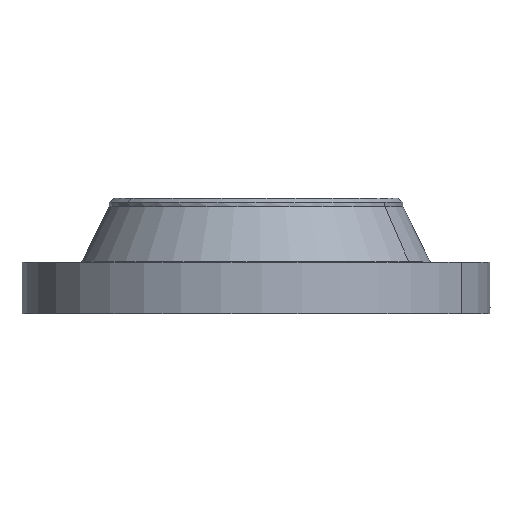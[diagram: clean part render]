
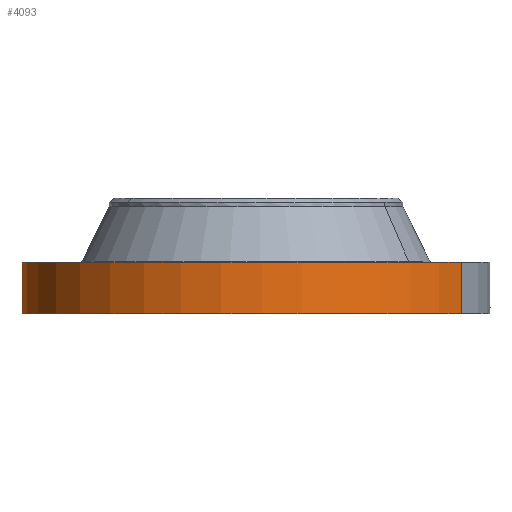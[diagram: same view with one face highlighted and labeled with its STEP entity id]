
A CAD part, left-side view. The second image highlights one B-rep face of the part: STEP entity #4093.
In plain terms, the highlighted cylindrical face has radius 323.85 mm (diameter 647.7 mm), a partial arc.
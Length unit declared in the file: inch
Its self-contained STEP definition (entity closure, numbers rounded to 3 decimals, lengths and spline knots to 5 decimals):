
#2927=AXIS2_PLACEMENT_3D('Circle Axis2P3D',#2925,#2926,$) ;
#3979=AXIS2_PLACEMENT_3D('Cylinder Axis2P3D',#3976,#3977,#3978) ;
#3983=AXIS2_PLACEMENT_3D('Circle Axis2P3D',#3981,#3982,$) ;
#2920=CARTESIAN_POINT('Vertex',(6.11268,11.18918,2.812)) ;
#2922=CARTESIAN_POINT('Vertex',(-6.11268,-11.18918,2.812)) ;
#2925=CARTESIAN_POINT('Axis2P3D Location',(0.,0.,2.812)) ;
#3976=CARTESIAN_POINT('Axis2P3D Location',(0.,0.,3.156)) ;
#3981=CARTESIAN_POINT('Axis2P3D Location',(0.,0.,0.)) ;
#3985=CARTESIAN_POINT('Vertex',(-6.11268,-11.18918,0.)) ;
#3987=CARTESIAN_POINT('Vertex',(6.11268,11.18918,0.)) ;
#3990=CARTESIAN_POINT('Line Origine',(-6.11268,-11.18918,1.406)) ;
#3995=CARTESIAN_POINT('Line Origine',(6.11268,11.18918,1.406)) ;
#4007=CARTESIAN_POINT('Control Point',(-0.00072,12.75,1.10412)) ;
#4008=CARTESIAN_POINT('Control Point',(-0.01921,12.75,1.10408)) ;
#4009=CARTESIAN_POINT('Control Point',(-0.03769,12.74996,1.10259)) ;
#4010=CARTESIAN_POINT('Control Point',(-0.05595,12.74988,1.09967)) ;
#4011=CARTESIAN_POINT('Vertex',(-0.00072,12.75,1.10412)) ;
#4013=CARTESIAN_POINT('Vertex',(-0.05594,12.74988,1.09967)) ;
#4017=CARTESIAN_POINT('Control Point',(-0.05594,12.74988,1.09967)) ;
#4018=CARTESIAN_POINT('Control Point',(-0.09613,12.7497,1.09515)) ;
#4019=CARTESIAN_POINT('Control Point',(-0.13566,12.74933,1.0833)) ;
#4020=CARTESIAN_POINT('Control Point',(-0.17204,12.74884,1.06495)) ;
#4021=CARTESIAN_POINT('Vertex',(-0.17204,12.74884,1.06495)) ;
#4025=CARTESIAN_POINT('Control Point',(-0.03081,12.74996,0.34117)) ;
#4026=CARTESIAN_POINT('Control Point',(-0.09995,12.7498,0.34994)) ;
#4027=CARTESIAN_POINT('Control Point',(-0.16676,12.74917,0.37415)) ;
#4028=CARTESIAN_POINT('Control Point',(-0.22639,12.74814,0.41297)) ;
#4029=CARTESIAN_POINT('Control Point',(-0.29876,12.74657,0.48701)) ;
#4030=CARTESIAN_POINT('Control Point',(-0.34348,12.74538,0.57722)) ;
#4031=CARTESIAN_POINT('Control Point',(-0.35493,12.74506,0.60793)) ;
#4032=CARTESIAN_POINT('Control Point',(-0.37343,12.74453,0.67925)) ;
#4033=CARTESIAN_POINT('Control Point',(-0.3751,12.74448,0.7526)) ;
#4034=CARTESIAN_POINT('Control Point',(-0.37073,12.74461,0.79323)) ;
#4035=CARTESIAN_POINT('Control Point',(-0.34832,12.74527,0.88561)) ;
#4036=CARTESIAN_POINT('Control Point',(-0.29901,12.74655,0.96696)) ;
#4037=CARTESIAN_POINT('Control Point',(-0.26264,12.7474,1.00787)) ;
#4038=CARTESIAN_POINT('Control Point',(-0.21955,12.7482,1.04098)) ;
#4039=CARTESIAN_POINT('Control Point',(-0.17204,12.74884,1.06495)) ;
#4040=CARTESIAN_POINT('Vertex',(-0.03081,12.74996,0.34117)) ;
#4044=CARTESIAN_POINT('Control Point',(-0.03081,12.74996,0.34117)) ;
#4045=CARTESIAN_POINT('Control Point',(-0.02054,12.74999,0.34087)) ;
#4046=CARTESIAN_POINT('Control Point',(-0.01025,12.75,0.34094)) ;
#4047=CARTESIAN_POINT('Control Point',(0.,12.75,0.34137)) ;
#4048=CARTESIAN_POINT('Vertex',(0.,12.75,0.34137)) ;
#4052=CARTESIAN_POINT('Control Point',(0.1928,12.74854,0.3971)) ;
#4053=CARTESIAN_POINT('Control Point',(0.14907,12.7492,0.37185)) ;
#4054=CARTESIAN_POINT('Control Point',(0.10113,12.74973,0.35372)) ;
#4055=CARTESIAN_POINT('Control Point',(0.05081,12.75,0.34353)) ;
#4056=CARTESIAN_POINT('Control Point',(0.,12.75,0.34137)) ;
#4057=CARTESIAN_POINT('Vertex',(0.1928,12.74854,0.3971)) ;
#4061=CARTESIAN_POINT('Control Point',(0.1928,12.74854,0.3971)) ;
#4062=CARTESIAN_POINT('Control Point',(0.24975,12.74768,0.42997)) ;
#4063=CARTESIAN_POINT('Control Point',(0.30001,12.7466,0.47415)) ;
#4064=CARTESIAN_POINT('Control Point',(0.34046,12.7455,0.52814)) ;
#4065=CARTESIAN_POINT('Control Point',(0.38507,12.7442,0.62618)) ;
#4066=CARTESIAN_POINT('Control Point',(0.39392,12.74391,0.73148)) ;
#4067=CARTESIAN_POINT('Control Point',(0.39189,12.74398,0.77157)) ;
#4068=CARTESIAN_POINT('Control Point',(0.37791,12.74441,0.8464)) ;
#4069=CARTESIAN_POINT('Control Point',(0.34595,12.74532,0.91478)) ;
#4070=CARTESIAN_POINT('Control Point',(0.32696,12.74583,0.9452)) ;
#4071=CARTESIAN_POINT('Control Point',(0.26505,12.74736,1.02211)) ;
#4072=CARTESIAN_POINT('Control Point',(0.18158,12.74889,1.0754)) ;
#4073=CARTESIAN_POINT('Control Point',(0.12236,12.74964,1.09762)) ;
#4074=CARTESIAN_POINT('Control Point',(0.06069,12.75,1.10713)) ;
#4075=CARTESIAN_POINT('Control Point',(-0.00003,12.75,1.10415)) ;
#4076=CARTESIAN_POINT('Vertex',(-0.00003,12.75,1.10415)) ;
#4080=CARTESIAN_POINT('Control Point',(-0.00072,12.75,1.10412)) ;
#4081=CARTESIAN_POINT('Control Point',(-0.00037,12.75,1.10414)) ;
#4082=CARTESIAN_POINT('Control Point',(-0.00003,12.75,1.10415)) ;
#2926=DIRECTION('Axis2P3D Direction',(0.,0.,-0.039)) ;
#3977=DIRECTION('Axis2P3D Direction',(0.,0.,-0.039)) ;
#3978=DIRECTION('Axis2P3D XDirection',(0.019,0.035,0.)) ;
#3982=DIRECTION('Axis2P3D Direction',(0.,0.,-0.039)) ;
#3991=DIRECTION('Vector Direction',(0.,0.,-0.039)) ;
#3996=DIRECTION('Vector Direction',(0.,0.,-0.039)) ;
#3992=VECTOR('Line Direction',#3991,0.03937) ;
#3997=VECTOR('Line Direction',#3996,0.03937) ;
#4001=ORIENTED_EDGE('',*,*,#3989,.F.) ;
#4002=ORIENTED_EDGE('',*,*,#3994,.T.) ;
#4003=ORIENTED_EDGE('',*,*,#2929,.T.) ;
#4004=ORIENTED_EDGE('',*,*,#3999,.F.) ;
#4085=ORIENTED_EDGE('',*,*,#4015,.T.) ;
#4086=ORIENTED_EDGE('',*,*,#4023,.T.) ;
#4087=ORIENTED_EDGE('',*,*,#4042,.F.) ;
#4088=ORIENTED_EDGE('',*,*,#4050,.T.) ;
#4089=ORIENTED_EDGE('',*,*,#4059,.F.) ;
#4090=ORIENTED_EDGE('',*,*,#4078,.T.) ;
#4091=ORIENTED_EDGE('',*,*,#4083,.F.) ;
#4092=FACE_BOUND('',#4084,.T.) ;
#4093=ADVANCED_FACE('PartBody',(#4005,#4092),#3980,.T.) ;
#4006=B_SPLINE_CURVE_WITH_KNOTS('',3,(#4007,#4008,#4009,#4010),.UNSPECIFIED.,.F.,.U.,(4,4),(34.61645,36.66768),.UNSPECIFIED.) ;
#4016=B_SPLINE_CURVE_WITH_KNOTS('',3,(#4017,#4018,#4019,#4020),.UNSPECIFIED.,.F.,.U.,(4,4),(0.,4.54499),.UNSPECIFIED.) ;
#4024=B_SPLINE_CURVE_WITH_KNOTS('',5,(#4025,#4026,#4027,#4028,#4029,#4030,#4031,#4032,#4033,#4034,#4035,#4036,#4037,#4038,#4039),.UNSPECIFIED.,.F.,.U.,(6,3,3,3,6),(0.,12.11259,17.97396,25.35753,35.25019),.UNSPECIFIED.) ;
#4043=B_SPLINE_CURVE_WITH_KNOTS('',3,(#4044,#4045,#4046,#4047),.UNSPECIFIED.,.F.,.U.,(4,4),(0.,1.07185),.UNSPECIFIED.) ;
#4051=B_SPLINE_CURVE_WITH_KNOTS('',4,(#4052,#4053,#4054,#4055,#4056),.UNSPECIFIED.,.F.,.U.,(5,5),(0.,7.08001),.UNSPECIFIED.) ;
#4060=B_SPLINE_CURVE_WITH_KNOTS('',5,(#4061,#4062,#4063,#4064,#4065,#4066,#4067,#4068,#4069,#4070,#4071,#4072,#4073,#4074,#4075),.UNSPECIFIED.,.F.,.U.,(6,3,3,3,6),(0.,11.52689,18.57802,24.98181,36.33132),.UNSPECIFIED.) ;
#4079=B_SPLINE_CURVE_WITH_KNOTS('',2,(#4080,#4081,#4082),.UNSPECIFIED.,.F.,.U.,(3,3),(1.02806,1.05385),.UNSPECIFIED.) ;
#2928=CIRCLE('generated circle',#2927,12.75) ;
#3984=CIRCLE('generated circle',#3983,12.75) ;
#3980=CYLINDRICAL_SURFACE('generated cylinder',#3979,12.75) ;
#2929=EDGE_CURVE('',#2923,#2921,#2928,.T.) ;
#3989=EDGE_CURVE('',#3986,#3988,#3984,.T.) ;
#3994=EDGE_CURVE('',#3986,#2923,#3993,.F.) ;
#3999=EDGE_CURVE('',#3988,#2921,#3998,.F.) ;
#4015=EDGE_CURVE('',#4012,#4014,#4006,.T.) ;
#4023=EDGE_CURVE('',#4014,#4022,#4016,.T.) ;
#4042=EDGE_CURVE('',#4041,#4022,#4024,.T.) ;
#4050=EDGE_CURVE('',#4041,#4049,#4043,.T.) ;
#4059=EDGE_CURVE('',#4058,#4049,#4051,.T.) ;
#4078=EDGE_CURVE('',#4058,#4077,#4060,.T.) ;
#4083=EDGE_CURVE('',#4012,#4077,#4079,.T.) ;
#4000=EDGE_LOOP('',(#4001,#4002,#4003,#4004)) ;
#4084=EDGE_LOOP('',(#4085,#4086,#4087,#4088,#4089,#4090,#4091)) ;
#4005=FACE_OUTER_BOUND('',#4000,.T.) ;
#3993=LINE('Line',#3990,#3992) ;
#3998=LINE('Line',#3995,#3997) ;
#2921=VERTEX_POINT('',#2920) ;
#2923=VERTEX_POINT('',#2922) ;
#3986=VERTEX_POINT('',#3985) ;
#3988=VERTEX_POINT('',#3987) ;
#4012=VERTEX_POINT('',#4011) ;
#4014=VERTEX_POINT('',#4013) ;
#4022=VERTEX_POINT('',#4021) ;
#4041=VERTEX_POINT('',#4040) ;
#4049=VERTEX_POINT('',#4048) ;
#4058=VERTEX_POINT('',#4057) ;
#4077=VERTEX_POINT('',#4076) ;
